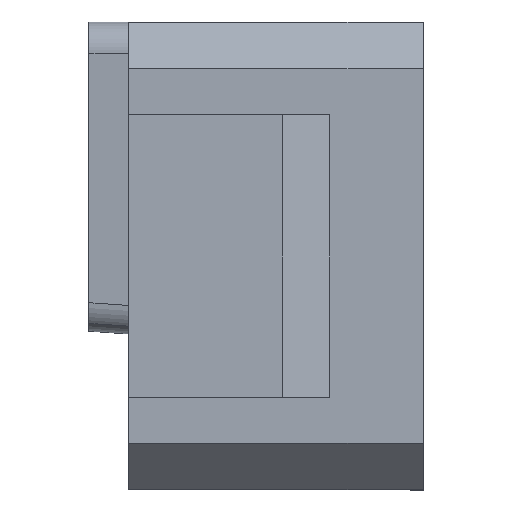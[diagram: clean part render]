
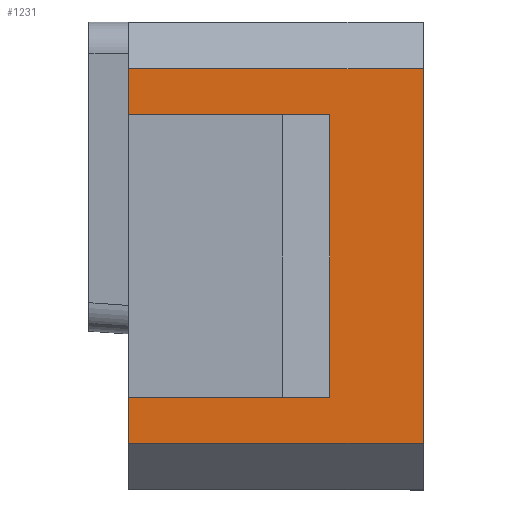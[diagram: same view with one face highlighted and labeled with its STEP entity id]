
A CAD part, left-side view. The second image highlights one B-rep face of the part: STEP entity #1231.
In plain terms, the highlighted planar face has unit normal (-1, 0, 0).
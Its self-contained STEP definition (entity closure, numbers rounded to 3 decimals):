
#72 = ORIENTED_EDGE ( 'NONE', *, *, #166, .T. ) ;
#82 = VERTEX_POINT ( 'NONE', #857 ) ;
#166 = EDGE_CURVE ( 'NONE', #3062, #2020, #2074, .T. ) ;
#174 = VECTOR ( 'NONE', #4459, 1000. ) ;
#246 = CARTESIAN_POINT ( 'NONE',  ( -12., -11., 80. ) ) ;
#389 = VECTOR ( 'NONE', #1992, 1000. ) ;
#480 = DIRECTION ( 'NONE',  ( 0., 1., 0. ) ) ;
#539 = CARTESIAN_POINT ( 'NONE',  ( -12., -23.875, 80. ) ) ;
#563 = CARTESIAN_POINT ( 'NONE',  ( -12., -26.875, 53. ) ) ;
#656 = CARTESIAN_POINT ( 'NONE',  ( -12., -36., 55.95 ) ) ;
#768 = EDGE_CURVE ( 'NONE', #2020, #5627, #2194, .T. ) ;
#825 = DIRECTION ( 'NONE',  ( 0., 0., -1. ) ) ;
#857 = CARTESIAN_POINT ( 'NONE',  ( -12., -29.875, 77. ) ) ;
#867 = CARTESIAN_POINT ( 'NONE',  ( -12., -29.875, 53. ) ) ;
#901 = CARTESIAN_POINT ( 'NONE',  ( -12., -23.875, 74.05 ) ) ;
#961 = LINE ( 'NONE', #563, #1023 ) ;
#1023 = VECTOR ( 'NONE', #6530, 1000. ) ;
#1044 = FACE_OUTER_BOUND ( 'NONE', #3270, .T. ) ;
#1231 = ADVANCED_FACE ( 'NONE', ( #1044 ), #2527, .F. ) ;
#1318 = CARTESIAN_POINT ( 'NONE',  ( -12., -11., 80. ) ) ;
#1438 = VECTOR ( 'NONE', #825, 1000. ) ;
#1462 = CARTESIAN_POINT ( 'NONE',  ( -12., -36., 74.05 ) ) ;
#1518 = CARTESIAN_POINT ( 'NONE',  ( -12., -11., 74.05 ) ) ;
#1839 = ORIENTED_EDGE ( 'NONE', *, *, #768, .T. ) ;
#1992 = DIRECTION ( 'NONE',  ( 0., -1., 0. ) ) ;
#2019 = ORIENTED_EDGE ( 'NONE', *, *, #4791, .T. ) ;
#2020 = VERTEX_POINT ( 'NONE', #4117 ) ;
#2035 = DIRECTION ( 'NONE',  ( 1., 0., 0. ) ) ;
#2074 = LINE ( 'NONE', #656, #5988 ) ;
#2194 = LINE ( 'NONE', #246, #6269 ) ;
#2225 = EDGE_CURVE ( 'NONE', #82, #5795, #3571, .T. ) ;
#2392 = ORIENTED_EDGE ( 'NONE', *, *, #3341, .T. ) ;
#2513 = CARTESIAN_POINT ( 'NONE',  ( -12., -29.875, 0. ) ) ;
#2527 = PLANE ( 'NONE',  #5696 ) ;
#2575 = VERTEX_POINT ( 'NONE', #1518 ) ;
#2641 = ORIENTED_EDGE ( 'NONE', *, *, #2788, .T. ) ;
#2676 = EDGE_CURVE ( 'NONE', #5824, #3062, #6479, .T. ) ;
#2788 = EDGE_CURVE ( 'NONE', #2575, #5824, #3505, .T. ) ;
#2789 = ORIENTED_EDGE ( 'NONE', *, *, #2676, .T. ) ;
#3062 = VERTEX_POINT ( 'NONE', #4581 ) ;
#3270 = EDGE_LOOP ( 'NONE', ( #2019, #2641, #2789, #72, #1839, #2392, #5222, #3513 ) ) ;
#3341 = EDGE_CURVE ( 'NONE', #5627, #5795, #961, .T. ) ;
#3468 = DIRECTION ( 'NONE',  ( 0., 0., -1. ) ) ;
#3493 = CARTESIAN_POINT ( 'NONE',  ( -12., -11., 77. ) ) ;
#3505 = LINE ( 'NONE', #1462, #389 ) ;
#3513 = ORIENTED_EDGE ( 'NONE', *, *, #5678, .T. ) ;
#3571 = LINE ( 'NONE', #2513, #4719 ) ;
#3680 = CARTESIAN_POINT ( 'NONE',  ( -12., -36., 77. ) ) ;
#4049 = DIRECTION ( 'NONE',  ( 0., 1., 0. ) ) ;
#4117 = CARTESIAN_POINT ( 'NONE',  ( -12., -11., 55.95 ) ) ;
#4459 = DIRECTION ( 'NONE',  ( 0., 0., -1. ) ) ;
#4469 = CARTESIAN_POINT ( 'NONE',  ( -12., -36., 80. ) ) ;
#4496 = CARTESIAN_POINT ( 'NONE',  ( -12., -11., 53. ) ) ;
#4581 = CARTESIAN_POINT ( 'NONE',  ( -12., -23.875, 55.95 ) ) ;
#4659 = VECTOR ( 'NONE', #5659, 1000. ) ;
#4719 = VECTOR ( 'NONE', #3468, 1000. ) ;
#4791 = EDGE_CURVE ( 'NONE', #4899, #2575, #5838, .T. ) ;
#4899 = VERTEX_POINT ( 'NONE', #3493 ) ;
#5222 = ORIENTED_EDGE ( 'NONE', *, *, #2225, .F. ) ;
#5296 = DIRECTION ( 'NONE',  ( 0., 0., -1. ) ) ;
#5627 = VERTEX_POINT ( 'NONE', #4496 ) ;
#5659 = DIRECTION ( 'NONE',  ( 0., 1., 0. ) ) ;
#5678 = EDGE_CURVE ( 'NONE', #82, #4899, #6194, .T. ) ;
#5696 = AXIS2_PLACEMENT_3D ( 'NONE', #4469, #2035, #480 ) ;
#5795 = VERTEX_POINT ( 'NONE', #867 ) ;
#5824 = VERTEX_POINT ( 'NONE', #901 ) ;
#5838 = LINE ( 'NONE', #1318, #1438 ) ;
#5988 = VECTOR ( 'NONE', #4049, 1000. ) ;
#6194 = LINE ( 'NONE', #3680, #4659 ) ;
#6269 = VECTOR ( 'NONE', #5296, 1000. ) ;
#6479 = LINE ( 'NONE', #539, #174 ) ;
#6530 = DIRECTION ( 'NONE',  ( 0., -1., 0. ) ) ;
